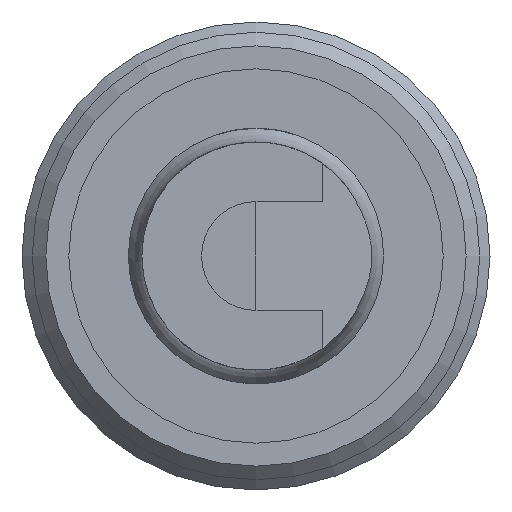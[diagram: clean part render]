
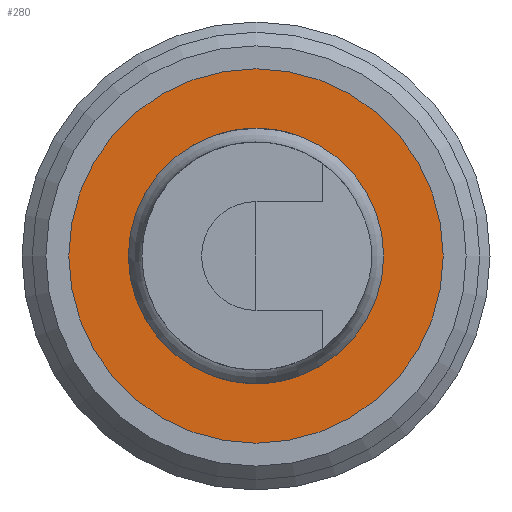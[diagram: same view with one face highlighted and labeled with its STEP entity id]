
A CAD part, left-side view. The second image highlights one B-rep face of the part: STEP entity #280.
In plain terms, the highlighted planar face has unit normal (-1, 0, 0).
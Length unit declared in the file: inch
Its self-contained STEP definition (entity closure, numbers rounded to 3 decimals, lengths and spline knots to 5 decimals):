
#120 = AXIS2_PLACEMENT_3D ( 'NONE', #1237, #1514, #121 ) ;
#121 = DIRECTION ( 'NONE',  ( 0., 0., 1. ) ) ;
#145 = DIRECTION ( 'NONE',  ( -1., 0., 0. ) ) ;
#216 = CARTESIAN_POINT ( 'NONE',  ( 2.645, 0., 0.275 ) ) ;
#265 = PLANE ( 'NONE',  #1517 ) ;
#280 = ADVANCED_FACE ( 'NONE', ( #471, #345 ), #265, .T. ) ;
#321 = CIRCLE ( 'NONE', #120, 0.125 ) ;
#345 = FACE_OUTER_BOUND ( 'NONE', #1506, .T. ) ;
#459 = CARTESIAN_POINT ( 'NONE',  ( 2.645, 0., 0. ) ) ;
#465 = EDGE_CURVE ( 'NONE', #768, #768, #932, .T. ) ;
#471 = FACE_BOUND ( 'NONE', #1127, .T. ) ;
#486 = AXIS2_PLACEMENT_3D ( 'NONE', #459, #583, #1595 ) ;
#583 = DIRECTION ( 'NONE',  ( -1., 0., 0. ) ) ;
#640 = DIRECTION ( 'NONE',  ( 0., 0., 1. ) ) ;
#717 = EDGE_CURVE ( 'NONE', #1519, #1519, #321, .T. ) ;
#768 = VERTEX_POINT ( 'NONE', #216 ) ;
#858 = ORIENTED_EDGE ( 'NONE', *, *, #717, .F. ) ;
#910 = ORIENTED_EDGE ( 'NONE', *, *, #465, .T. ) ;
#932 = CIRCLE ( 'NONE', #486, 0.275 ) ;
#1127 = EDGE_LOOP ( 'NONE', ( #858 ) ) ;
#1139 = CARTESIAN_POINT ( 'NONE',  ( 2.645, 0., 0.125 ) ) ;
#1237 = CARTESIAN_POINT ( 'NONE',  ( 2.645, 0., 0. ) ) ;
#1506 = EDGE_LOOP ( 'NONE', ( #910 ) ) ;
#1514 = DIRECTION ( 'NONE',  ( -1., 0., 0. ) ) ;
#1517 = AXIS2_PLACEMENT_3D ( 'NONE', #1556, #145, #640 ) ;
#1519 = VERTEX_POINT ( 'NONE', #1139 ) ;
#1556 = CARTESIAN_POINT ( 'NONE',  ( 2.645, 0., 0. ) ) ;
#1595 = DIRECTION ( 'NONE',  ( 0., 0., 1. ) ) ;
